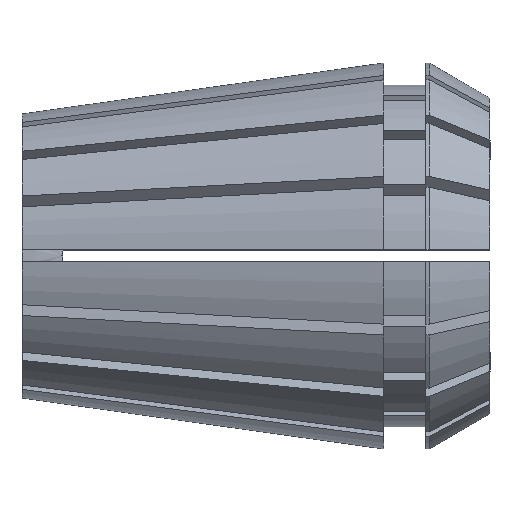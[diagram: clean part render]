
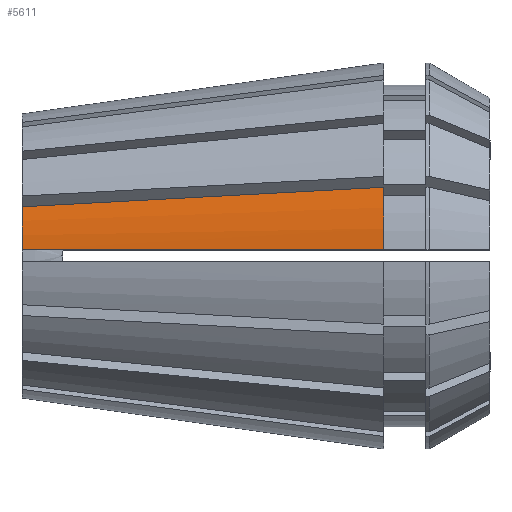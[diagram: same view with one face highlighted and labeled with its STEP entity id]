
A CAD part, top view. The second image highlights one B-rep face of the part: STEP entity #5611.
In plain terms, the highlighted conical face has half-angle 8 degrees and reference radius 16.5 mm.
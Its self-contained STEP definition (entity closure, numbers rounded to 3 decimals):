
#177 = DIRECTION ( 'NONE',  ( 0., 0., 1. ) ) ;
#249 = DIRECTION ( 'NONE',  ( -1., 0., 0. ) ) ;
#603 = CARTESIAN_POINT ( 'NONE',  ( 21.136, 5.324, 14.16 ) ) ;
#734 = DIRECTION ( 'NONE',  ( -1., 0., 0. ) ) ;
#754 = EDGE_CURVE ( 'NONE', #5517, #5233, #6228, .T. ) ;
#947 = CARTESIAN_POINT ( 'NONE',  ( 29.247, 0.5, 16.26 ) ) ;
#1012 = CONICAL_SURFACE ( 'NONE', #3438, 16.5, 0.14 ) ;
#1107 = CIRCLE ( 'NONE', #6502, 16.5 ) ;
#1283 = CARTESIAN_POINT ( 'NONE',  ( 30.9, 0., 0. ) ) ;
#1434 = CARTESIAN_POINT ( 'NONE',  ( 25.941, 0.5, 15.795 ) ) ;
#1480 = CARTESIAN_POINT ( 'NONE',  ( 1.287, 0.5, 12.328 ) ) ;
#1567 = ORIENTED_EDGE ( 'NONE', *, *, #3546, .T. ) ;
#1759 = CARTESIAN_POINT ( 'NONE',  ( 0., 0.5, 12.147 ) ) ;
#1832 = CARTESIAN_POINT ( 'NONE',  ( 30.9, 5.85, 15.429 ) ) ;
#1934 = CARTESIAN_POINT ( 'NONE',  ( 30.9, 0.5, 16.493 ) ) ;
#1982 = CARTESIAN_POINT ( 'NONE',  ( 11.221, 0.5, 13.726 ) ) ;
#2000 = CARTESIAN_POINT ( 'NONE',  ( 30.9, 0., 0. ) ) ;
#2288 = CARTESIAN_POINT ( 'NONE',  ( 0., 0., 0. ) ) ;
#2330 = B_SPLINE_CURVE_WITH_KNOTS ( 'NONE', 3,
 ( #3126, #3560, #3609, #603, #5126, #4123, #5665 ),
 .UNSPECIFIED., .F., .F.,
 ( 4, 3, 4 ),
 ( 0., 0.021, 0.031 ),
 .UNSPECIFIED. ) ;
#2917 = FACE_OUTER_BOUND ( 'NONE', #5739, .T. ) ;
#3126 = CARTESIAN_POINT ( 'NONE',  ( 0., 4.187, 11.414 ) ) ;
#3142 = ORIENTED_EDGE ( 'NONE', *, *, #4327, .F. ) ;
#3402 = ORIENTED_EDGE ( 'NONE', *, *, #3893, .F. ) ;
#3438 = AXIS2_PLACEMENT_3D ( 'NONE', #2000, #4074, #3518 ) ;
#3480 = CARTESIAN_POINT ( 'NONE',  ( 0., 0.5, 12.147 ) ) ;
#3518 = DIRECTION ( 'NONE',  ( 0., 0., -1. ) ) ;
#3546 = EDGE_CURVE ( 'NONE', #5517, #4136, #1107, .T. ) ;
#3560 = CARTESIAN_POINT ( 'NONE',  ( 7.045, 4.566, 12.33 ) ) ;
#3609 = CARTESIAN_POINT ( 'NONE',  ( 14.091, 4.945, 13.245 ) ) ;
#3818 = CIRCLE ( 'NONE', #5328, 12.158 ) ;
#3893 = EDGE_CURVE ( 'NONE', #4848, #4136, #2330, .T. ) ;
#3990 = CARTESIAN_POINT ( 'NONE',  ( 27.594, 0.5, 16.028 ) ) ;
#4031 = CARTESIAN_POINT ( 'NONE',  ( 2.574, 0.5, 12.509 ) ) ;
#4074 = DIRECTION ( 'NONE',  ( 1., 0., 0. ) ) ;
#4123 = CARTESIAN_POINT ( 'NONE',  ( 27.645, 5.674, 15.006 ) ) ;
#4136 = VERTEX_POINT ( 'NONE', #1832 ) ;
#4327 = EDGE_CURVE ( 'NONE', #5233, #4848, #3818, .T. ) ;
#4387 = DIRECTION ( 'NONE',  ( 0., 0., 1. ) ) ;
#4848 = VERTEX_POINT ( 'NONE', #6287 ) ;
#4912 = ORIENTED_EDGE ( 'NONE', *, *, #754, .F. ) ;
#5049 = CARTESIAN_POINT ( 'NONE',  ( 18.581, 0.5, 14.761 ) ) ;
#5126 = CARTESIAN_POINT ( 'NONE',  ( 24.391, 5.499, 14.583 ) ) ;
#5233 = VERTEX_POINT ( 'NONE', #1759 ) ;
#5328 = AXIS2_PLACEMENT_3D ( 'NONE', #2288, #734, #177 ) ;
#5517 = VERTEX_POINT ( 'NONE', #5891 ) ;
#5611 = ADVANCED_FACE ( 'NONE', ( #2917 ), #1012, .T. ) ;
#5665 = CARTESIAN_POINT ( 'NONE',  ( 30.9, 5.85, 15.429 ) ) ;
#5739 = EDGE_LOOP ( 'NONE', ( #3402, #3142, #4912, #1567 ) ) ;
#5891 = CARTESIAN_POINT ( 'NONE',  ( 30.9, 0.5, 16.493 ) ) ;
#6228 = B_SPLINE_CURVE_WITH_KNOTS ( 'NONE', 3,
 ( #1934, #947, #3990, #1434, #5049, #1982, #6522, #4031, #1480, #3480 ),
 .UNSPECIFIED., .F., .F.,
 ( 4, 3, 3, 4 ),
 ( 0.064, 0.069, 0.091, 0.095 ),
 .UNSPECIFIED. ) ;
#6287 = CARTESIAN_POINT ( 'NONE',  ( 0., 4.187, 11.414 ) ) ;
#6502 = AXIS2_PLACEMENT_3D ( 'NONE', #1283, #249, #4387 ) ;
#6522 = CARTESIAN_POINT ( 'NONE',  ( 3.861, 0.5, 12.69 ) ) ;
